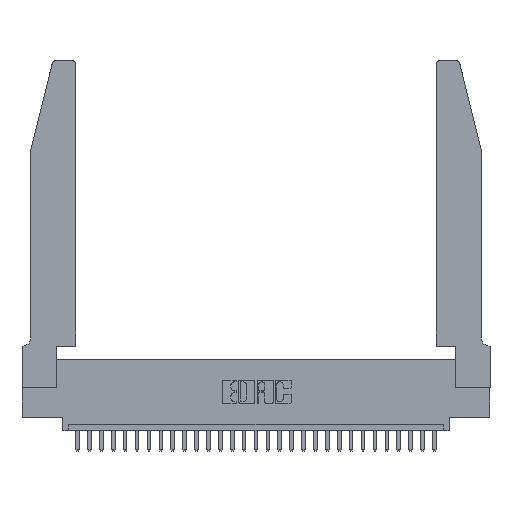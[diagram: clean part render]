
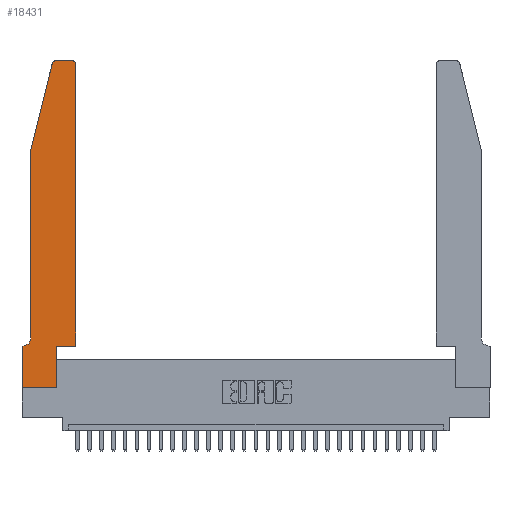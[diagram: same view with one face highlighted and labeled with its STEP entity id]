
A CAD part, top view. The second image highlights one B-rep face of the part: STEP entity #18431.
In plain terms, the highlighted planar face has unit normal (0, 0, 1).
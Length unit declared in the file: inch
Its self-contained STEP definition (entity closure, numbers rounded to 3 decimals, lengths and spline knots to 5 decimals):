
#65 = CARTESIAN_POINT ( 'NONE',  ( 0.0755, 0.35, 0.37 ) ) ;
#313 = VERTEX_POINT ( 'NONE', #13947 ) ;
#361 = DIRECTION ( 'NONE',  ( -1., 0., 0. ) ) ;
#582 = CARTESIAN_POINT ( 'NONE',  ( 0.0755, 0.42, 0.37 ) ) ;
#1185 = VECTOR ( 'NONE', #8408, 39.37008 ) ;
#1432 = CARTESIAN_POINT ( 'NONE',  ( 0.0755, 2., 0.37 ) ) ;
#1916 = PLANE ( 'NONE',  #22739 ) ;
#2402 = FACE_OUTER_BOUND ( 'NONE', #12953, .T. ) ;
#2554 = ORIENTED_EDGE ( 'NONE', *, *, #21324, .T. ) ;
#3053 = CIRCLE ( 'NONE', #15048, 0.03 ) ;
#3085 = VERTEX_POINT ( 'NONE', #24376 ) ;
#3114 = VECTOR ( 'NONE', #9227, 39.37008 ) ;
#3193 = CARTESIAN_POINT ( 'NONE',  ( 0.0755, 2., 0.37 ) ) ;
#3267 = EDGE_CURVE ( 'NONE', #10567, #8326, #16306, .T. ) ;
#3604 = ORIENTED_EDGE ( 'NONE', *, *, #19542, .T. ) ;
#4439 = CIRCLE ( 'NONE', #17929, 0.07 ) ;
#4917 = DIRECTION ( 'NONE',  ( 1., 0., 0. ) ) ;
#4970 = EDGE_CURVE ( 'NONE', #313, #10567, #13751, .T. ) ;
#4974 = CARTESIAN_POINT ( 'NONE',  ( 0.2865, 0.35, 0.37 ) ) ;
#4999 = CARTESIAN_POINT ( 'NONE',  ( 0.4505, 2.72, 0.37 ) ) ;
#5004 = DIRECTION ( 'NONE',  ( 1., 0., 0. ) ) ;
#5087 = CARTESIAN_POINT ( 'NONE',  ( 0.2865, 0., 0.37 ) ) ;
#5241 = EDGE_CURVE ( 'NONE', #9339, #9036, #6014, .T. ) ;
#5837 = CARTESIAN_POINT ( 'NONE',  ( 0.4205, 2.72, 0.37 ) ) ;
#6014 = LINE ( 'NONE', #65, #3114 ) ;
#6289 = CARTESIAN_POINT ( 'NONE',  ( 0., 0., 0.37 ) ) ;
#6357 = VERTEX_POINT ( 'NONE', #4999 ) ;
#7142 = VERTEX_POINT ( 'NONE', #3193 ) ;
#7427 = ORIENTED_EDGE ( 'NONE', *, *, #3267, .T. ) ;
#7954 = ORIENTED_EDGE ( 'NONE', *, *, #11947, .T. ) ;
#8141 = DIRECTION ( 'NONE',  ( 1., 0., 0. ) ) ;
#8188 = ORIENTED_EDGE ( 'NONE', *, *, #20374, .T. ) ;
#8254 = CARTESIAN_POINT ( 'NONE',  ( 0.0055, 0.35, 0.37 ) ) ;
#8326 = VERTEX_POINT ( 'NONE', #28224 ) ;
#8340 = VECTOR ( 'NONE', #8702, 39.37008 ) ;
#8408 = DIRECTION ( 'NONE',  ( -1., 0., 0. ) ) ;
#8702 = DIRECTION ( 'NONE',  ( 0., -1., 0. ) ) ;
#9036 = VERTEX_POINT ( 'NONE', #21630 ) ;
#9227 = DIRECTION ( 'NONE',  ( -1., 0., 0. ) ) ;
#9303 = VECTOR ( 'NONE', #12989, 39.37008 ) ;
#9339 = VERTEX_POINT ( 'NONE', #8254 ) ;
#9946 = LINE ( 'NONE', #20532, #11745 ) ;
#10036 = VERTEX_POINT ( 'NONE', #5087 ) ;
#10567 = VERTEX_POINT ( 'NONE', #29375 ) ;
#10669 = DIRECTION ( 'NONE',  ( 0., 0., 1. ) ) ;
#11739 = DIRECTION ( 'NONE',  ( 1., 0., 0. ) ) ;
#11745 = VECTOR ( 'NONE', #13594, 39.37008 ) ;
#11828 = LINE ( 'NONE', #15595, #9303 ) ;
#11947 = EDGE_CURVE ( 'NONE', #3085, #6357, #11828, .T. ) ;
#11948 = CARTESIAN_POINT ( 'NONE',  ( 0., 0., 0.37 ) ) ;
#11951 = DIRECTION ( 'NONE',  ( 0., 0., 1. ) ) ;
#12953 = EDGE_LOOP ( 'NONE', ( #21179, #7427, #24675, #3604, #20651, #13485, #20182, #2554, #26556, #19415, #7954, #8188 ) ) ;
#12989 = DIRECTION ( 'NONE',  ( 0., 1., 0. ) ) ;
#13288 = EDGE_CURVE ( 'NONE', #10036, #22725, #9946, .T. ) ;
#13378 = DIRECTION ( 'NONE',  ( 0., 0., 1. ) ) ;
#13485 = ORIENTED_EDGE ( 'NONE', *, *, #5241, .T. ) ;
#13594 = DIRECTION ( 'NONE',  ( 0., 1., 0. ) ) ;
#13751 = LINE ( 'NONE', #15446, #1185 ) ;
#13947 = CARTESIAN_POINT ( 'NONE',  ( 0.4205, 2.75, 0.37 ) ) ;
#14363 = CARTESIAN_POINT ( 'NONE',  ( 0.284, 2.72, 0.37 ) ) ;
#14643 = CARTESIAN_POINT ( 'NONE',  ( 0.0755, 2., 0.37 ) ) ;
#15048 = AXIS2_PLACEMENT_3D ( 'NONE', #5837, #10669, #8141 ) ;
#15196 = VERTEX_POINT ( 'NONE', #19838 ) ;
#15446 = CARTESIAN_POINT ( 'NONE',  ( 0.2605, 2.75, 0.37 ) ) ;
#15595 = CARTESIAN_POINT ( 'NONE',  ( 0.4505, 0.35, 0.37 ) ) ;
#16260 = EDGE_CURVE ( 'NONE', #22725, #3085, #21265, .T. ) ;
#16306 = CIRCLE ( 'NONE', #27649, 0.03 ) ;
#16989 = VECTOR ( 'NONE', #5004, 39.37008 ) ;
#17099 = LINE ( 'NONE', #14643, #20745 ) ;
#17292 = VECTOR ( 'NONE', #20672, 39.37008 ) ;
#17756 = EDGE_CURVE ( 'NONE', #8326, #7142, #25562, .T. ) ;
#17929 = AXIS2_PLACEMENT_3D ( 'NONE', #20813, #25534, #361 ) ;
#18431 = ADVANCED_FACE ( 'NONE', ( #2402 ), #1916, .T. ) ;
#19415 = ORIENTED_EDGE ( 'NONE', *, *, #16260, .T. ) ;
#19542 = EDGE_CURVE ( 'NONE', #7142, #26036, #17099, .T. ) ;
#19834 = DIRECTION ( 'NONE',  ( -0.239, -0.971, 0. ) ) ;
#19838 = CARTESIAN_POINT ( 'NONE',  ( 0., 0., 0.37 ) ) ;
#20182 = ORIENTED_EDGE ( 'NONE', *, *, #22011, .T. ) ;
#20374 = EDGE_CURVE ( 'NONE', #6357, #313, #3053, .T. ) ;
#20532 = CARTESIAN_POINT ( 'NONE',  ( 0.2865, 0.35, 0.37 ) ) ;
#20651 = ORIENTED_EDGE ( 'NONE', *, *, #21268, .T. ) ;
#20672 = DIRECTION ( 'NONE',  ( 1., 0., 0. ) ) ;
#20745 = VECTOR ( 'NONE', #25881, 39.37008 ) ;
#20813 = CARTESIAN_POINT ( 'NONE',  ( 0.0055, 0.42, 0.37 ) ) ;
#21179 = ORIENTED_EDGE ( 'NONE', *, *, #4970, .T. ) ;
#21265 = LINE ( 'NONE', #25123, #17292 ) ;
#21268 = EDGE_CURVE ( 'NONE', #26036, #9339, #4439, .T. ) ;
#21324 = EDGE_CURVE ( 'NONE', #15196, #10036, #25660, .T. ) ;
#21630 = CARTESIAN_POINT ( 'NONE',  ( 0., 0.35, 0.37 ) ) ;
#22011 = EDGE_CURVE ( 'NONE', #9036, #15196, #23832, .T. ) ;
#22725 = VERTEX_POINT ( 'NONE', #4974 ) ;
#22739 = AXIS2_PLACEMENT_3D ( 'NONE', #29763, #13378, #11739 ) ;
#23832 = LINE ( 'NONE', #6289, #8340 ) ;
#24376 = CARTESIAN_POINT ( 'NONE',  ( 0.4505, 0.35, 0.37 ) ) ;
#24675 = ORIENTED_EDGE ( 'NONE', *, *, #17756, .T. ) ;
#25123 = CARTESIAN_POINT ( 'NONE',  ( 0.4505, 0.35, 0.37 ) ) ;
#25534 = DIRECTION ( 'NONE',  ( 0., 0., -1. ) ) ;
#25562 = LINE ( 'NONE', #1432, #28445 ) ;
#25660 = LINE ( 'NONE', #11948, #16989 ) ;
#25881 = DIRECTION ( 'NONE',  ( 0., -1., 0. ) ) ;
#26036 = VERTEX_POINT ( 'NONE', #582 ) ;
#26556 = ORIENTED_EDGE ( 'NONE', *, *, #13288, .T. ) ;
#27649 = AXIS2_PLACEMENT_3D ( 'NONE', #14363, #11951, #4917 ) ;
#28224 = CARTESIAN_POINT ( 'NONE',  ( 0.25487, 2.72718, 0.37 ) ) ;
#28445 = VECTOR ( 'NONE', #19834, 39.37008 ) ;
#29375 = CARTESIAN_POINT ( 'NONE',  ( 0.284, 2.75, 0.37 ) ) ;
#29763 = CARTESIAN_POINT ( 'NONE',  ( 0., 0.35, 0.37 ) ) ;
